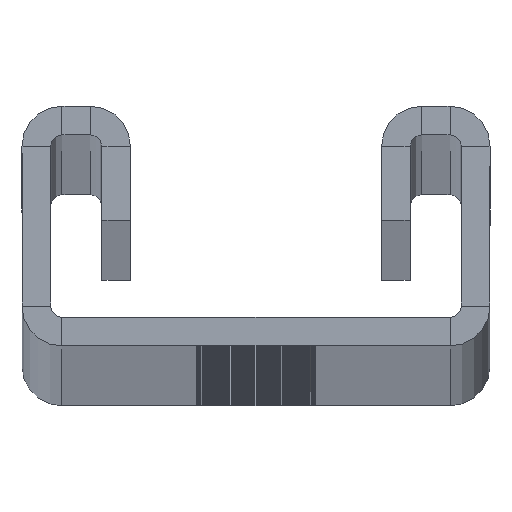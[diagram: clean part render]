
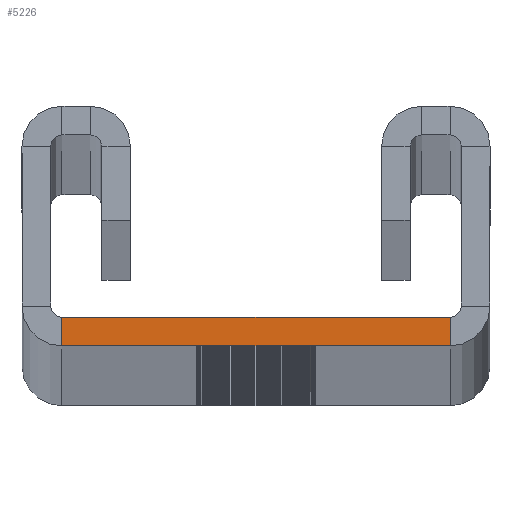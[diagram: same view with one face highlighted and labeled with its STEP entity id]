
A CAD part, top view. The second image highlights one B-rep face of the part: STEP entity #5226.
In plain terms, the highlighted planar face has unit normal (0, 0, 1).
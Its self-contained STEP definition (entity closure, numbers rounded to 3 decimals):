
#747 = CARTESIAN_POINT ( 'NONE',  ( -17., 0., 1500. ) ) ;
#751 = CARTESIAN_POINT ( 'NONE',  ( -17., 2.5, 1500. ) ) ;
#752 = DIRECTION ( 'NONE',  ( 1., 0., 0. ) ) ;
#753 = DIRECTION ( 'NONE',  ( 1., 0., 0. ) ) ;
#755 = DIRECTION ( 'NONE',  ( 0., 1., 0. ) ) ;
#761 = CARTESIAN_POINT ( 'NONE',  ( 17., 0., 1500. ) ) ;
#782 = DIRECTION ( 'NONE',  ( 0., -1., 0. ) ) ;
#784 = CARTESIAN_POINT ( 'NONE',  ( -17., 2.5, 1500. ) ) ;
#4096 = AXIS2_PLACEMENT_3D ( 'NONE', #9204, #9218, #9220 ) ;
#4575 = VERTEX_POINT ( 'NONE', #6873 ) ;
#4576 = VERTEX_POINT ( 'NONE', #6875 ) ;
#4711 = VERTEX_POINT ( 'NONE', #6994 ) ;
#4821 = VERTEX_POINT ( 'NONE', #7056 ) ;
#5226 = ADVANCED_FACE ( 'NONE', ( #8389 ), #9214, .T. ) ;
#6141 = EDGE_LOOP ( 'NONE', ( #6329, #6330, #6331, #6332 ) ) ;
#6329 = ORIENTED_EDGE ( 'NONE', *, *, #8933, .T. ) ;
#6330 = ORIENTED_EDGE ( 'NONE', *, *, #8937, .T. ) ;
#6331 = ORIENTED_EDGE ( 'NONE', *, *, #8932, .F. ) ;
#6332 = ORIENTED_EDGE ( 'NONE', *, *, #8947, .T. ) ;
#6873 = CARTESIAN_POINT ( 'NONE',  ( -17., 0., 1500. ) ) ;
#6875 = CARTESIAN_POINT ( 'NONE',  ( 17., 2.5, 1500. ) ) ;
#6994 = CARTESIAN_POINT ( 'NONE',  ( -17., 2.5, 1500. ) ) ;
#7056 = CARTESIAN_POINT ( 'NONE',  ( 17., 0., 1500. ) ) ;
#7594 = LINE ( 'NONE', #747, #7601 ) ;
#7596 = LINE ( 'NONE', #751, #7599 ) ;
#7599 = VECTOR ( 'NONE', #752, 1000. ) ;
#7601 = VECTOR ( 'NONE', #753, 1000. ) ;
#7602 = LINE ( 'NONE', #761, #7607 ) ;
#7607 = VECTOR ( 'NONE', #755, 1000. ) ;
#7620 = LINE ( 'NONE', #784, #7624 ) ;
#7624 = VECTOR ( 'NONE', #782, 1000. ) ;
#8389 = FACE_OUTER_BOUND ( 'NONE', #6141, .T. ) ;
#8932 = EDGE_CURVE ( 'NONE', #4711, #4576, #7596, .T. ) ;
#8933 = EDGE_CURVE ( 'NONE', #4575, #4821, #7594, .T. ) ;
#8937 = EDGE_CURVE ( 'NONE', #4821, #4576, #7602, .T. ) ;
#8947 = EDGE_CURVE ( 'NONE', #4711, #4575, #7620, .T. ) ;
#9204 = CARTESIAN_POINT ( 'NONE',  ( 18., 3.5, 1500. ) ) ;
#9214 = PLANE ( 'NONE',  #4096 ) ;
#9218 = DIRECTION ( 'NONE',  ( 0., 0., 1. ) ) ;
#9220 = DIRECTION ( 'NONE',  ( 1., 0., 0. ) ) ;
